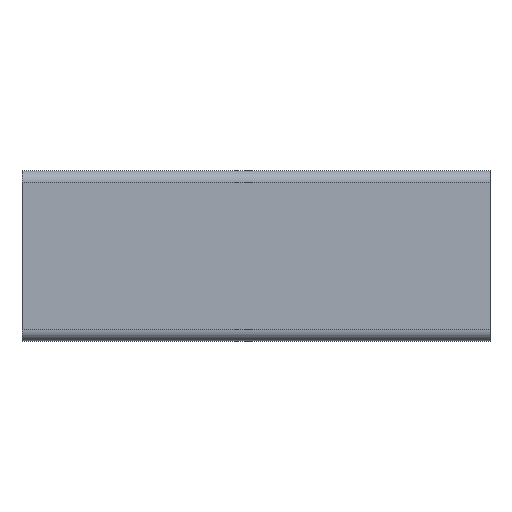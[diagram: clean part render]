
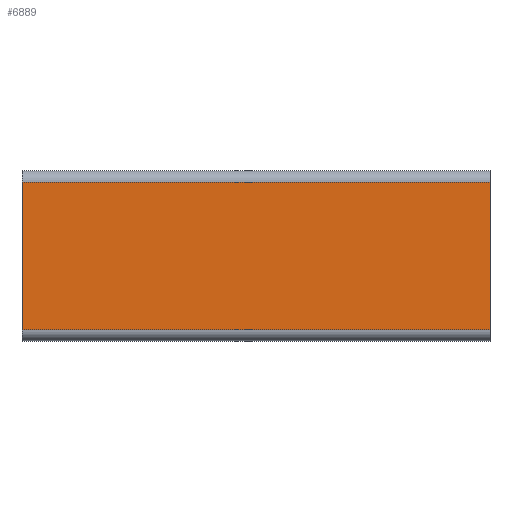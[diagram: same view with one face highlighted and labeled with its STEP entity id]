
A CAD part, front view. The second image highlights one B-rep face of the part: STEP entity #6889.
In plain terms, the highlighted planar face has unit normal (0, -1, 0).
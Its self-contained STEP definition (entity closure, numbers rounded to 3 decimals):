
#32 = PLANE('',#33);
#33 = AXIS2_PLACEMENT_3D('',#34,#35,#36);
#34 = CARTESIAN_POINT('',(200.,0.,-2.342));
#35 = DIRECTION('',(-1.,0.,0.));
#36 = DIRECTION('',(0.,0.,1.));
#2832 = VERTEX_POINT('',#2833);
#2833 = CARTESIAN_POINT('',(200.,-22.5,19.5));
#2848 = CYLINDRICAL_SURFACE('',#2849,3.);
#2849 = AXIS2_PLACEMENT_3D('',#2850,#2851,#2852);
#2850 = CARTESIAN_POINT('',(0.,-19.5,19.5));
#2851 = DIRECTION('',(1.,-0.,-0.));
#2852 = DIRECTION('',(0.,-0.707,0.707));
#2860 = EDGE_CURVE('',#2861,#2832,#2863,.T.);
#2861 = VERTEX_POINT('',#2862);
#2862 = CARTESIAN_POINT('',(200.,-22.5,-19.5));
#2863 = SURFACE_CURVE('',#2864,(#2868,#2875),.PCURVE_S1.);
#2864 = LINE('',#2865,#2866);
#2865 = CARTESIAN_POINT('',(200.,-22.5,-19.5));
#2866 = VECTOR('',#2867,1.);
#2867 = DIRECTION('',(0.,0.,1.));
#2868 = PCURVE('',#32,#2869);
#2869 = DEFINITIONAL_REPRESENTATION('',(#2870),#2874);
#2870 = LINE('',#2871,#2872);
#2871 = CARTESIAN_POINT('',(-17.158,-22.5));
#2872 = VECTOR('',#2873,1.);
#2873 = DIRECTION('',(1.,0.));
#2874 = ( GEOMETRIC_REPRESENTATION_CONTEXT(2) 
PARAMETRIC_REPRESENTATION_CONTEXT() REPRESENTATION_CONTEXT('2D SPACE',''
  ) );
#2875 = PCURVE('',#2876,#2881);
#2876 = PLANE('',#2877);
#2877 = AXIS2_PLACEMENT_3D('',#2878,#2879,#2880);
#2878 = CARTESIAN_POINT('',(0.,-22.5,0.));
#2879 = DIRECTION('',(0.,-1.,0.));
#2880 = DIRECTION('',(0.,0.,-1.));
#2881 = DEFINITIONAL_REPRESENTATION('',(#2882),#2886);
#2882 = LINE('',#2883,#2884);
#2883 = CARTESIAN_POINT('',(19.5,200.));
#2884 = VECTOR('',#2885,1.);
#2885 = DIRECTION('',(-1.,0.));
#2886 = ( GEOMETRIC_REPRESENTATION_CONTEXT(2) 
PARAMETRIC_REPRESENTATION_CONTEXT() REPRESENTATION_CONTEXT('2D SPACE',''
  ) );
#2905 = CYLINDRICAL_SURFACE('',#2906,3.);
#2906 = AXIS2_PLACEMENT_3D('',#2907,#2908,#2909);
#2907 = CARTESIAN_POINT('',(0.,-19.5,-19.5));
#2908 = DIRECTION('',(1.,0.,-0.));
#2909 = DIRECTION('',(0.,-0.707,-0.707));
#3751 = PLANE('',#3752);
#3752 = AXIS2_PLACEMENT_3D('',#3753,#3754,#3755);
#3753 = CARTESIAN_POINT('',(76.166,-114.5,
    31.099));
#3754 = DIRECTION('',(1.,0.,0.));
#3755 = DIRECTION('',(0.,0.,-1.));
#6009 = VERTEX_POINT('',#6010);
#6010 = CARTESIAN_POINT('',(76.166,-22.5,
    -19.5));
#6032 = EDGE_CURVE('',#6009,#6033,#6035,.T.);
#6033 = VERTEX_POINT('',#6034);
#6034 = CARTESIAN_POINT('',(76.166,-22.5,
    19.5));
#6035 = SURFACE_CURVE('',#6036,(#6040,#6047),.PCURVE_S1.);
#6036 = LINE('',#6037,#6038);
#6037 = CARTESIAN_POINT('',(76.166,-22.5,
    0.));
#6038 = VECTOR('',#6039,1.);
#6039 = DIRECTION('',(0.,0.,1.));
#6040 = PCURVE('',#3751,#6041);
#6041 = DEFINITIONAL_REPRESENTATION('',(#6042),#6046);
#6042 = LINE('',#6043,#6044);
#6043 = CARTESIAN_POINT('',(31.099,92.));
#6044 = VECTOR('',#6045,1.);
#6045 = DIRECTION('',(-1.,0.));
#6046 = ( GEOMETRIC_REPRESENTATION_CONTEXT(2) 
PARAMETRIC_REPRESENTATION_CONTEXT() REPRESENTATION_CONTEXT('2D SPACE',''
  ) );
#6047 = PCURVE('',#2876,#6048);
#6048 = DEFINITIONAL_REPRESENTATION('',(#6049),#6053);
#6049 = LINE('',#6050,#6051);
#6050 = CARTESIAN_POINT('',(0.,76.166));
#6051 = VECTOR('',#6052,1.);
#6052 = DIRECTION('',(-1.,0.));
#6053 = ( GEOMETRIC_REPRESENTATION_CONTEXT(2) 
PARAMETRIC_REPRESENTATION_CONTEXT() REPRESENTATION_CONTEXT('2D SPACE',''
  ) );
#6847 = EDGE_CURVE('',#6033,#2832,#6848,.T.);
#6848 = SURFACE_CURVE('',#6849,(#6853,#6860),.PCURVE_S1.);
#6849 = LINE('',#6850,#6851);
#6850 = CARTESIAN_POINT('',(0.,-22.5,19.5));
#6851 = VECTOR('',#6852,1.);
#6852 = DIRECTION('',(1.,0.,0.));
#6853 = PCURVE('',#2848,#6854);
#6854 = DEFINITIONAL_REPRESENTATION('',(#6855),#6859);
#6855 = LINE('',#6856,#6857);
#6856 = CARTESIAN_POINT('',(7.069,0.));
#6857 = VECTOR('',#6858,1.);
#6858 = DIRECTION('',(0.,1.));
#6859 = ( GEOMETRIC_REPRESENTATION_CONTEXT(2) 
PARAMETRIC_REPRESENTATION_CONTEXT() REPRESENTATION_CONTEXT('2D SPACE',''
  ) );
#6860 = PCURVE('',#2876,#6861);
#6861 = DEFINITIONAL_REPRESENTATION('',(#6862),#6866);
#6862 = LINE('',#6863,#6864);
#6863 = CARTESIAN_POINT('',(-19.5,0.));
#6864 = VECTOR('',#6865,1.);
#6865 = DIRECTION('',(0.,1.));
#6866 = ( GEOMETRIC_REPRESENTATION_CONTEXT(2) 
PARAMETRIC_REPRESENTATION_CONTEXT() REPRESENTATION_CONTEXT('2D SPACE',''
  ) );
#6889 = ADVANCED_FACE('',(#6890),#2876,.T.);
#6890 = FACE_BOUND('',#6891,.T.);
#6891 = EDGE_LOOP('',(#6892,#6893,#6914,#6915));
#6892 = ORIENTED_EDGE('',*,*,#6032,.F.);
#6893 = ORIENTED_EDGE('',*,*,#6894,.T.);
#6894 = EDGE_CURVE('',#6009,#2861,#6895,.T.);
#6895 = SURFACE_CURVE('',#6896,(#6900,#6907),.PCURVE_S1.);
#6896 = LINE('',#6897,#6898);
#6897 = CARTESIAN_POINT('',(0.,-22.5,-19.5));
#6898 = VECTOR('',#6899,1.);
#6899 = DIRECTION('',(1.,0.,0.));
#6900 = PCURVE('',#2876,#6901);
#6901 = DEFINITIONAL_REPRESENTATION('',(#6902),#6906);
#6902 = LINE('',#6903,#6904);
#6903 = CARTESIAN_POINT('',(19.5,0.));
#6904 = VECTOR('',#6905,1.);
#6905 = DIRECTION('',(0.,1.));
#6906 = ( GEOMETRIC_REPRESENTATION_CONTEXT(2) 
PARAMETRIC_REPRESENTATION_CONTEXT() REPRESENTATION_CONTEXT('2D SPACE',''
  ) );
#6907 = PCURVE('',#2905,#6908);
#6908 = DEFINITIONAL_REPRESENTATION('',(#6909),#6913);
#6909 = LINE('',#6910,#6911);
#6910 = CARTESIAN_POINT('',(5.498,0.));
#6911 = VECTOR('',#6912,1.);
#6912 = DIRECTION('',(0.,1.));
#6913 = ( GEOMETRIC_REPRESENTATION_CONTEXT(2) 
PARAMETRIC_REPRESENTATION_CONTEXT() REPRESENTATION_CONTEXT('2D SPACE',''
  ) );
#6914 = ORIENTED_EDGE('',*,*,#2860,.T.);
#6915 = ORIENTED_EDGE('',*,*,#6847,.F.);
